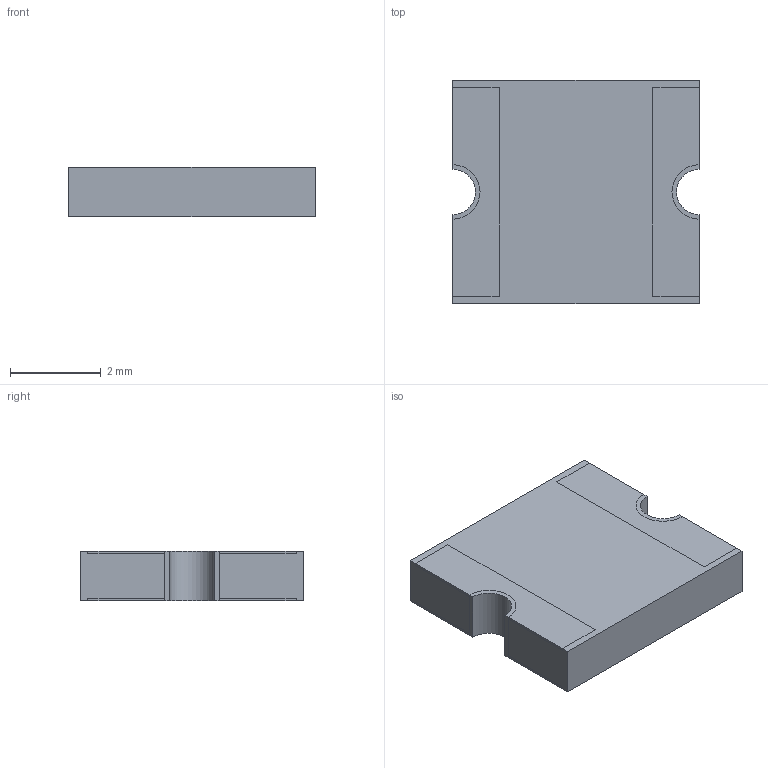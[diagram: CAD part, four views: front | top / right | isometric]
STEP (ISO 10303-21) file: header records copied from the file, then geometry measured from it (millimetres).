
FILE_DESCRIPTION((''),'2;1');
FILE_NAME('FUSR_BOURNS_MF-SMDF050.stp','2012-11-07T17:17:59',(''),(''),'Mechanical Desktop 2011','Mechanical Desktop 2011',', , ');
FILE_SCHEMA(('AUTOMOTIVE_DESIGN { 1 2 10303 214 1 1 1 1 }'));
Length unit declared in the file: millimetre
Products named in the file (1): Product
Bounding box: 5.44 x 4.93 x 1.09 mm (x, y, z)
Volume: 28.4 mm3; surface area: 119.8 mm2
Topology: 7 solids, 7 shells, 70 faces, 168 edges, 112 vertices
Faces by surface type: plane 34, bspline 31, cylinder 5
Entity records: 2123 total; most frequent: CARTESIAN_POINT 514, ORIENTED_EDGE 336, DIRECTION 268, EDGE_CURVE 168, VECTOR 148, LINE 148, VERTEX_POINT 112, EDGE_LOOP 70
